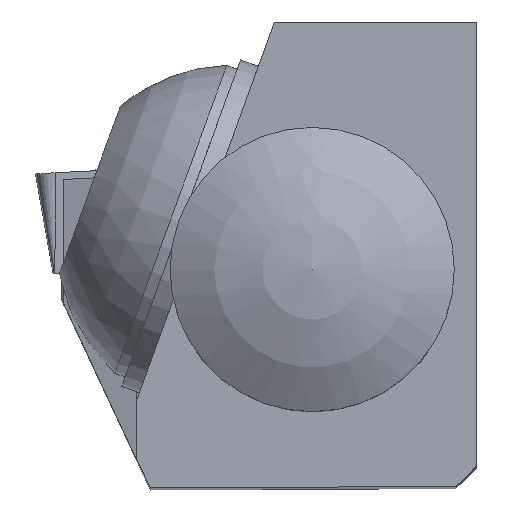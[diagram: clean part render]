
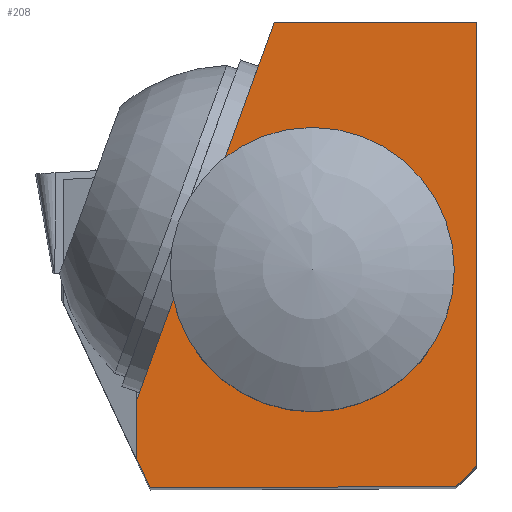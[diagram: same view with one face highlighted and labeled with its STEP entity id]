
A CAD part, top view. The second image highlights one B-rep face of the part: STEP entity #208.
In plain terms, the highlighted planar face has unit normal (0, 0, 1).
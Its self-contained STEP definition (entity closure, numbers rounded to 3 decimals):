
#113=FACE_BOUND('',#311,.T.);
#114=FACE_BOUND('',#312,.T.);
#172=CIRCLE('',#933,2.5);
#208=ADVANCED_FACE('',(#113,#114),#256,.F.);
#256=PLANE('',#934);
#311=EDGE_LOOP('',(#417));
#312=EDGE_LOOP('',(#418,#419,#420,#421,#422,#423,#424));
#417=ORIENTED_EDGE('',*,*,#665,.T.);
#418=ORIENTED_EDGE('',*,*,#666,.T.);
#419=ORIENTED_EDGE('',*,*,#667,.T.);
#420=ORIENTED_EDGE('',*,*,#668,.T.);
#421=ORIENTED_EDGE('',*,*,#669,.T.);
#422=ORIENTED_EDGE('',*,*,#670,.F.);
#423=ORIENTED_EDGE('',*,*,#661,.T.);
#424=ORIENTED_EDGE('',*,*,#671,.F.);
#586=VERTEX_POINT('',#1319);
#587=VERTEX_POINT('',#1321);
#588=VERTEX_POINT('',#1329);
#589=VERTEX_POINT('',#1331);
#590=VERTEX_POINT('',#1332);
#591=VERTEX_POINT('',#1334);
#592=VERTEX_POINT('',#1336);
#593=VERTEX_POINT('',#1338);
#661=EDGE_CURVE('',#587,#586,#750,.T.);
#665=EDGE_CURVE('',#588,#588,#172,.T.);
#666=EDGE_CURVE('',#589,#590,#754,.T.);
#667=EDGE_CURVE('',#590,#591,#755,.T.);
#668=EDGE_CURVE('',#591,#592,#756,.T.);
#669=EDGE_CURVE('',#592,#593,#757,.T.);
#670=EDGE_CURVE('',#587,#593,#758,.T.);
#671=EDGE_CURVE('',#589,#586,#759,.T.);
#750=LINE('',#1320,#810);
#754=LINE('',#1330,#814);
#755=LINE('',#1333,#815);
#756=LINE('',#1335,#816);
#757=LINE('',#1337,#817);
#758=LINE('',#1339,#818);
#759=LINE('',#1340,#819);
#810=VECTOR('',#1059,1.);
#814=VECTOR('',#1071,1.);
#815=VECTOR('',#1072,1.);
#816=VECTOR('',#1073,1.);
#817=VECTOR('',#1074,1.);
#818=VECTOR('',#1075,1.);
#819=VECTOR('',#1076,1.);
#933=AXIS2_PLACEMENT_3D('',#1328,#1069,#1070);
#934=AXIS2_PLACEMENT_3D('',#1341,#1077,#1078);
#1059=DIRECTION('',(0.,-1.,0.));
#1069=DIRECTION('',(0.,0.,-1.));
#1070=DIRECTION('',(0.,-1.,0.));
#1071=DIRECTION('',(1.,0.004,0.));
#1072=DIRECTION('',(0.706,0.709,0.));
#1073=DIRECTION('',(0.,1.,0.));
#1074=DIRECTION('',(-1.,0.,0.));
#1075=DIRECTION('',(0.342,0.94,0.));
#1076=DIRECTION('',(-0.423,0.906,0.));
#1077=DIRECTION('',(0.,0.,-1.));
#1078=DIRECTION('',(0.,-1.,0.));
#1319=CARTESIAN_POINT('',(-10.75,0.9,-8.));
#1320=CARTESIAN_POINT('',(-10.75,16.,-8.));
#1321=CARTESIAN_POINT('',(-10.75,2.8,-8.));
#1328=CARTESIAN_POINT('',(-5.2,6.9,-8.));
#1329=CARTESIAN_POINT('',(-5.2,4.4,-8.));
#1330=CARTESIAN_POINT('',(0.064,0.045,-8.));
#1331=CARTESIAN_POINT('',(-10.33,0.,-8.));
#1332=CARTESIAN_POINT('',(-0.65,0.042,-8.));
#1333=CARTESIAN_POINT('',(-0.65,0.042,-8.));
#1334=CARTESIAN_POINT('',(0.,0.695,-8.));
#1335=CARTESIAN_POINT('',(0.,0.,-8.));
#1336=CARTESIAN_POINT('',(0.,14.75,-8.));
#1337=CARTESIAN_POINT('',(0.,14.75,-8.));
#1338=CARTESIAN_POINT('',(-6.4,14.75,-8.));
#1339=CARTESIAN_POINT('',(-11.769,0.,-8.));
#1340=CARTESIAN_POINT('',(-14.135,8.159,-8.));
#1341=CARTESIAN_POINT('',(0.,14.75,-8.));
